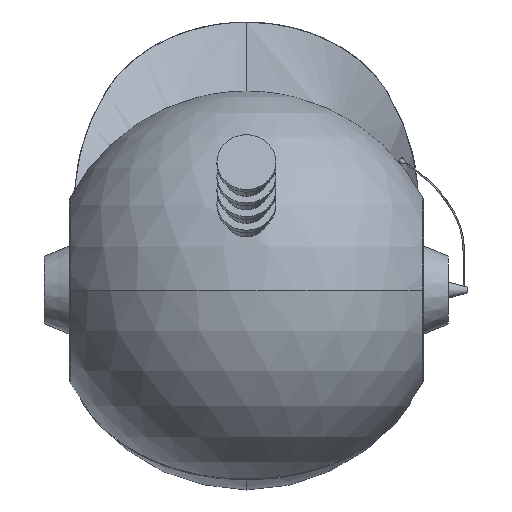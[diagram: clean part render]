
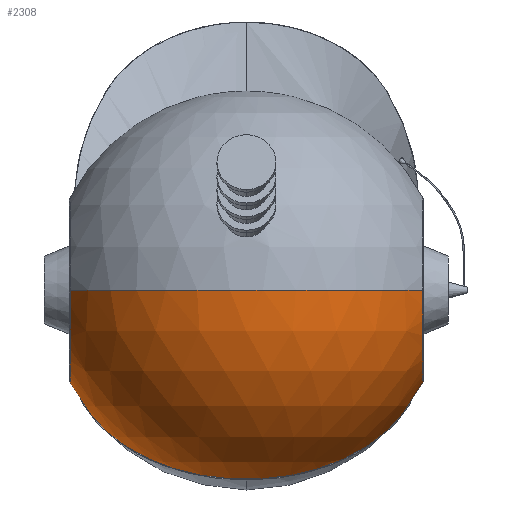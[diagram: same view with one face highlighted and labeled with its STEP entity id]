
A CAD part, front view. The second image highlights one B-rep face of the part: STEP entity #2308.
In plain terms, the highlighted spherical face has radius 135 mm.
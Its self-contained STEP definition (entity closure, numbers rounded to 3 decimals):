
#16 = EDGE_CURVE ( 'NONE', #3660, #5195, #2905, .T. ) ;
#153 = CARTESIAN_POINT ( 'NONE',  ( -119.542, 0., -62.727 ) ) ;
#255 = DIRECTION ( 'NONE',  ( 1., 0., 0. ) ) ;
#323 = VERTEX_POINT ( 'NONE', #3743 ) ;
#412 = EDGE_CURVE ( 'NONE', #3126, #3660, #825, .T. ) ;
#432 = CARTESIAN_POINT ( 'NONE',  ( -116.549, 60.848, -30.641 ) ) ;
#566 = CARTESIAN_POINT ( 'NONE',  ( -117.67, 59.777, -28.487 ) ) ;
#690 = ORIENTED_EDGE ( 'NONE', *, *, #4241, .T. ) ;
#746 = CARTESIAN_POINT ( 'NONE',  ( 118.651, 58.555, -26.832 ) ) ;
#825 = CIRCLE ( 'NONE', #2916, 62.727 ) ;
#885 = CARTESIAN_POINT ( 'NONE',  ( 117.645, 59.484, -29.097 ) ) ;
#938 = DIRECTION ( 'NONE',  ( 0., -0.726, -0.688 ) ) ;
#1151 = CARTESIAN_POINT ( 'NONE',  ( -119.542, 57.826, -24.307 ) ) ;
#1458 = FACE_OUTER_BOUND ( 'NONE', #6856, .T. ) ;
#1462 = DIRECTION ( 'NONE',  ( 0., 0., -1. ) ) ;
#1498 = DIRECTION ( 'NONE',  ( 0., 1., 0. ) ) ;
#1616 = CARTESIAN_POINT ( 'NONE',  ( -116.561, 60.971, -30.348 ) ) ;
#1673 = AXIS2_PLACEMENT_3D ( 'NONE', #4084, #1462, #1498 ) ;
#1692 = ORIENTED_EDGE ( 'NONE', *, *, #4447, .F. ) ;
#1722 = VERTEX_POINT ( 'NONE', #1932 ) ;
#1811 = EDGE_CURVE ( 'NONE', #323, #1722, #5654, .T. ) ;
#1831 = CARTESIAN_POINT ( 'NONE',  ( 119.114, 58.138, -25.664 ) ) ;
#1836 = AXIS2_PLACEMENT_3D ( 'NONE', #5602, #255, #1900 ) ;
#1869 = CARTESIAN_POINT ( 'NONE',  ( -119.542, -62.727, 0. ) ) ;
#1900 = DIRECTION ( 'NONE',  ( 0., 0., -1. ) ) ;
#1932 = CARTESIAN_POINT ( 'NONE',  ( -116.561, 60.971, -30.348 ) ) ;
#1971 = CARTESIAN_POINT ( 'NONE',  ( -116.523, 60.616, -31.194 ) ) ;
#1985 = SPHERICAL_SURFACE ( 'NONE', #3380, 135. ) ;
#2035 = CARTESIAN_POINT ( 'NONE',  ( -116.561, 60.971, -30.348 ) ) ;
#2280 = CIRCLE ( 'NONE', #3725, 118.683 ) ;
#2308 = ADVANCED_FACE ( 'NONE', ( #1458 ), #1985, .T. ) ;
#2475 = CARTESIAN_POINT ( 'NONE',  ( 0., 0., 0. ) ) ;
#2556 = CARTESIAN_POINT ( 'NONE',  ( 119.542, 57.758, -24.469 ) ) ;
#2593 = ORIENTED_EDGE ( 'NONE', *, *, #412, .T. ) ;
#2634 = CARTESIAN_POINT ( 'NONE',  ( -118.663, 58.736, -26.468 ) ) ;
#2828 = CIRCLE ( 'NONE', #4935, 62.727 ) ;
#2905 = CIRCLE ( 'NONE', #1673, 135. ) ;
#2916 = AXIS2_PLACEMENT_3D ( 'NONE', #6463, #5408, #3765 ) ;
#2925 = CARTESIAN_POINT ( 'NONE',  ( -116.523, 60.616, -31.194 ) ) ;
#2971 = DIRECTION ( 'NONE',  ( 0., 0., -1. ) ) ;
#3126 = VERTEX_POINT ( 'NONE', #2556 ) ;
#3380 = AXIS2_PLACEMENT_3D ( 'NONE', #2475, #2971, #5161 ) ;
#3427 = DIRECTION ( 'NONE',  ( 1., 0., 0. ) ) ;
#3581 = CARTESIAN_POINT ( 'NONE',  ( -116.542, 60.786, -30.788 ) ) ;
#3660 = VERTEX_POINT ( 'NONE', #6460 ) ;
#3667 = B_SPLINE_CURVE_WITH_KNOTS ( 'NONE', 3,
 ( #4476, #6135, #5537, #885, #6628, #746, #1831, #4585 ),
 .UNSPECIFIED., .F., .F.,
 ( 4, 2, 2, 4 ),
 ( 0.027, 0.029, 0.031, 0.035 ),
 .UNSPECIFIED. ) ;
#3725 = AXIS2_PLACEMENT_3D ( 'NONE', #4145, #6257, #938 ) ;
#3741 = VERTEX_POINT ( 'NONE', #2925 ) ;
#3743 = CARTESIAN_POINT ( 'NONE',  ( -119.542, 57.826, -24.307 ) ) ;
#3765 = DIRECTION ( 'NONE',  ( 0., 0., 1. ) ) ;
#3893 = ORIENTED_EDGE ( 'NONE', *, *, #16, .T. ) ;
#4084 = CARTESIAN_POINT ( 'NONE',  ( 0., 0., 0. ) ) ;
#4099 = CARTESIAN_POINT ( 'NONE',  ( -116.536, 60.73, -30.923 ) ) ;
#4120 = CARTESIAN_POINT ( 'NONE',  ( 116.547, 60.527, -31.278 ) ) ;
#4145 = CARTESIAN_POINT ( 'NONE',  ( 0., 44.257, -46.698 ) ) ;
#4162 = B_SPLINE_CURVE_WITH_KNOTS ( 'NONE', 3,
 ( #1971, #5218, #4099, #3581, #432, #6837, #2035 ),
 .UNSPECIFIED., .F., .F.,
 ( 4, 3, 4 ),
 ( 0., 0.001, 0.001 ),
 .UNSPECIFIED. ) ;
#4241 = EDGE_CURVE ( 'NONE', #6781, #3126, #3667, .T. ) ;
#4447 = EDGE_CURVE ( 'NONE', #3741, #1722, #4162, .T. ) ;
#4476 = CARTESIAN_POINT ( 'NONE',  ( 116.547, 60.527, -31.278 ) ) ;
#4496 = CIRCLE ( 'NONE', #1836, 62.727 ) ;
#4532 = CARTESIAN_POINT ( 'NONE',  ( -119.542, 0., 0. ) ) ;
#4585 = CARTESIAN_POINT ( 'NONE',  ( 119.542, 57.758, -24.469 ) ) ;
#4880 = ORIENTED_EDGE ( 'NONE', *, *, #1811, .T. ) ;
#4935 = AXIS2_PLACEMENT_3D ( 'NONE', #4532, #3427, #5556 ) ;
#5097 = VERTEX_POINT ( 'NONE', #153 ) ;
#5161 = DIRECTION ( 'NONE',  ( 0., 1., 0. ) ) ;
#5195 = VERTEX_POINT ( 'NONE', #1869 ) ;
#5218 = CARTESIAN_POINT ( 'NONE',  ( -116.53, 60.673, -31.058 ) ) ;
#5408 = DIRECTION ( 'NONE',  ( -1., 0., 0. ) ) ;
#5537 = CARTESIAN_POINT ( 'NONE',  ( 117.11, 59.988, -30.202 ) ) ;
#5556 = DIRECTION ( 'NONE',  ( 0., 0., -1. ) ) ;
#5602 = CARTESIAN_POINT ( 'NONE',  ( -119.542, 0., 0. ) ) ;
#5654 = B_SPLINE_CURVE_WITH_KNOTS ( 'NONE', 3,
 ( #1151, #2634, #566, #1616 ),
 .UNSPECIFIED., .F., .F.,
 ( 4, 4 ),
 ( 0.001, 0.009 ),
 .UNSPECIFIED. ) ;
#5774 = EDGE_CURVE ( 'NONE', #5097, #323, #2828, .T. ) ;
#5882 = EDGE_CURVE ( 'NONE', #3741, #6781, #2280, .T. ) ;
#6135 = CARTESIAN_POINT ( 'NONE',  ( 116.832, 60.253, -30.747 ) ) ;
#6163 = ORIENTED_EDGE ( 'NONE', *, *, #5774, .T. ) ;
#6257 = DIRECTION ( 'NONE',  ( 0., -0.688, 0.726 ) ) ;
#6338 = ORIENTED_EDGE ( 'NONE', *, *, #5882, .T. ) ;
#6387 = EDGE_CURVE ( 'NONE', #5195, #5097, #4496, .T. ) ;
#6460 = CARTESIAN_POINT ( 'NONE',  ( 119.542, -62.727, 0. ) ) ;
#6463 = CARTESIAN_POINT ( 'NONE',  ( 119.542, 0., 0. ) ) ;
#6489 = ORIENTED_EDGE ( 'NONE', *, *, #6387, .T. ) ;
#6628 = CARTESIAN_POINT ( 'NONE',  ( 117.903, 59.244, -28.537 ) ) ;
#6781 = VERTEX_POINT ( 'NONE', #4120 ) ;
#6837 = CARTESIAN_POINT ( 'NONE',  ( -116.555, 60.91, -30.495 ) ) ;
#6856 = EDGE_LOOP ( 'NONE', ( #2593, #3893, #6489, #6163, #4880, #1692, #6338, #690 ) ) ;
